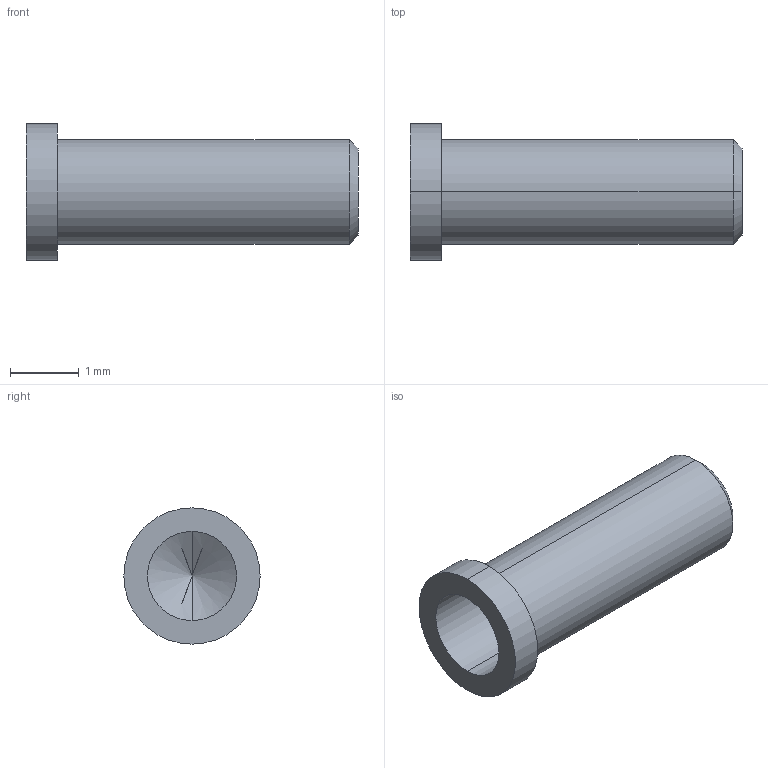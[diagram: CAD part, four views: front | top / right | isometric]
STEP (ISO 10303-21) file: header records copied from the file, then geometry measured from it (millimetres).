
FILE_DESCRIPTION (( 'STEP AP214' ), '1' );
FILE_NAME ('7B87ACAD-02CE-42D5-8897-CB4222C11CB2.STEP', '2022-07-07T22:59:29', ( '' ), ( '' ), 'SwSTEP 2.0', 'SolidWorks 2022', '' );
FILE_SCHEMA (( 'AUTOMOTIVE_DESIGN' ));
Length unit declared in the file: inch
Products named in the file (1): 7B87ACAD-02CE-42D5-8897-CB4222C11CB2
Bounding box: 4.83 x 1.98 x 1.98 mm (x, y, z)
Volume: 3.6 mm3; surface area: 46.8 mm2
Topology: 1 solids, 1 shells, 13 faces, 26 edges, 15 vertices
Faces by surface type: cylinder 6, cone 4, plane 3
Entity records: 368 total; most frequent: DIRECTION 66, CARTESIAN_POINT 53, ORIENTED_EDGE 48, AXIS2_PLACEMENT_3D 28, EDGE_CURVE 24, VERTEX_POINT 15, EDGE_LOOP 15, CIRCLE 14
